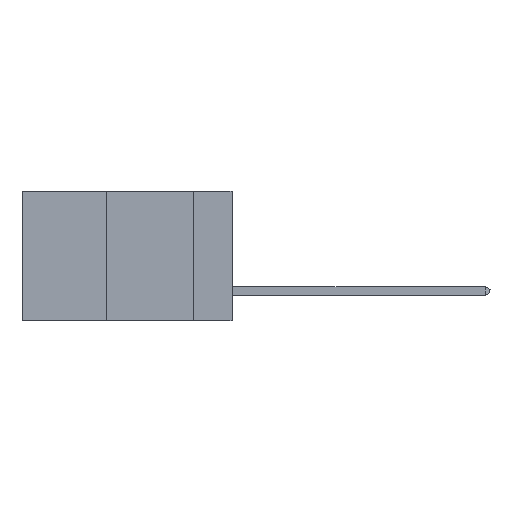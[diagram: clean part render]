
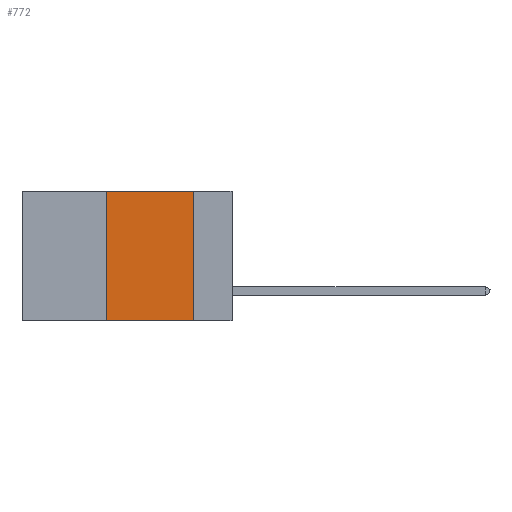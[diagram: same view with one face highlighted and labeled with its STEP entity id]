
A CAD part, left-side view. The second image highlights one B-rep face of the part: STEP entity #772.
In plain terms, the highlighted planar face has unit normal (-1, 0, 0).
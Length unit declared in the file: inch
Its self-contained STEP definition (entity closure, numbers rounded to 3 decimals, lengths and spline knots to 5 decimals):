
#86 = VERTEX_POINT ( 'NONE', #30419 ) ;
#471 = ORIENTED_EDGE ( 'NONE', *, *, #10820, .F. ) ;
#772 = ADVANCED_FACE ( 'NONE', ( #38933 ), #4014, .F. ) ;
#783 = EDGE_CURVE ( 'NONE', #86, #34295, #13027, .T. ) ;
#4014 = PLANE ( 'NONE',  #31778 ) ;
#4171 = EDGE_CURVE ( 'NONE', #34295, #8195, #36176, .T. ) ;
#4462 = CARTESIAN_POINT ( 'NONE',  ( 0., 0.36, 0. ) ) ;
#5804 = CARTESIAN_POINT ( 'NONE',  ( 0., 0.11, -0.37 ) ) ;
#8195 = VERTEX_POINT ( 'NONE', #31582 ) ;
#9035 = VECTOR ( 'NONE', #21774, 39.37008 ) ;
#10820 = EDGE_CURVE ( 'NONE', #8195, #22476, #22831, .T. ) ;
#12480 = DIRECTION ( 'NONE',  ( 0., 0., -1. ) ) ;
#13027 = LINE ( 'NONE', #4462, #18772 ) ;
#14494 = DIRECTION ( 'NONE',  ( 1., 0., 0. ) ) ;
#15835 = CARTESIAN_POINT ( 'NONE',  ( 0., 0.11, 0. ) ) ;
#18772 = VECTOR ( 'NONE', #22977, 39.37008 ) ;
#20399 = ORIENTED_EDGE ( 'NONE', *, *, #4171, .F. ) ;
#20557 = VECTOR ( 'NONE', #12480, 39.37008 ) ;
#21774 = DIRECTION ( 'NONE',  ( 0., -1., 0. ) ) ;
#22398 = DIRECTION ( 'NONE',  ( 0., 0., -1. ) ) ;
#22476 = VERTEX_POINT ( 'NONE', #5804 ) ;
#22831 = LINE ( 'NONE', #15835, #20557 ) ;
#22977 = DIRECTION ( 'NONE',  ( 0., 0., 1. ) ) ;
#28717 = CARTESIAN_POINT ( 'NONE',  ( 0., 0.6, 0. ) ) ;
#30419 = CARTESIAN_POINT ( 'NONE',  ( 0., 0.36, -0.37 ) ) ;
#31136 = CARTESIAN_POINT ( 'NONE',  ( 0., 0.36, 0. ) ) ;
#31582 = CARTESIAN_POINT ( 'NONE',  ( 0., 0.11, 0. ) ) ;
#31778 = AXIS2_PLACEMENT_3D ( 'NONE', #37119, #14494, #22398 ) ;
#34295 = VERTEX_POINT ( 'NONE', #31136 ) ;
#34580 = ORIENTED_EDGE ( 'NONE', *, *, #783, .F. ) ;
#34625 = VECTOR ( 'NONE', #41590, 39.37008 ) ;
#34687 = ORIENTED_EDGE ( 'NONE', *, *, #42409, .T. ) ;
#36176 = LINE ( 'NONE', #28717, #9035 ) ;
#37119 = CARTESIAN_POINT ( 'NONE',  ( 0., 0.6, 0. ) ) ;
#38933 = FACE_OUTER_BOUND ( 'NONE', #45639, .T. ) ;
#40965 = CARTESIAN_POINT ( 'NONE',  ( 0., 0.6, -0.37 ) ) ;
#41590 = DIRECTION ( 'NONE',  ( 0., -1., 0. ) ) ;
#42409 = EDGE_CURVE ( 'NONE', #86, #22476, #46789, .T. ) ;
#45639 = EDGE_LOOP ( 'NONE', ( #471, #20399, #34580, #34687 ) ) ;
#46789 = LINE ( 'NONE', #40965, #34625 ) ;
